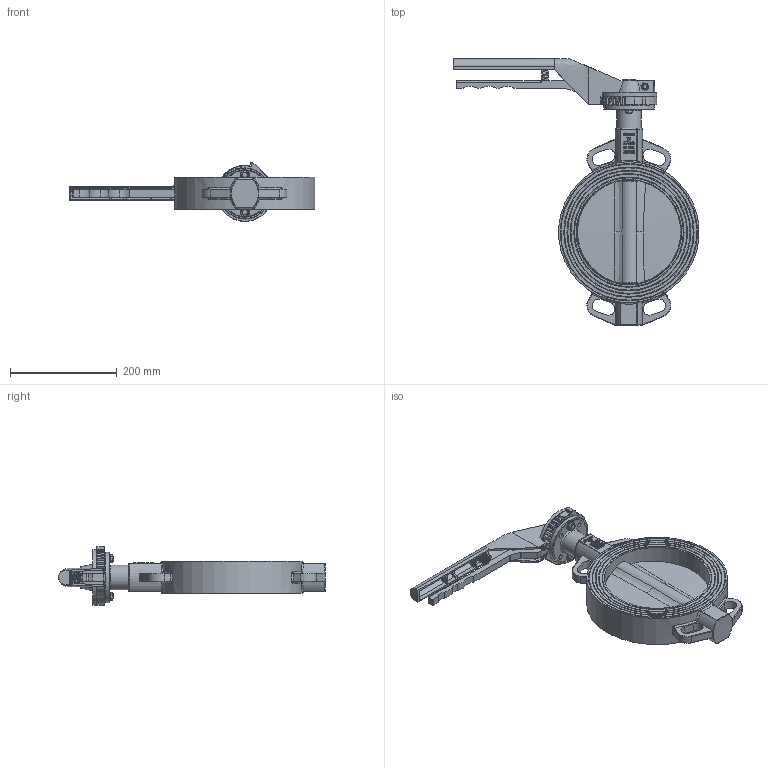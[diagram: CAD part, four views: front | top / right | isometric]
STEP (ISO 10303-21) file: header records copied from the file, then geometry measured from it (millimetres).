
FILE_DESCRIPTION(/* description */ ('1111200'),/* implementation_level */ '2;1');
FILE_NAME(/* name */ '1111200.stp',/* time_stamp */ '2019-05-03T11:33:05+02:00',/* author */ ('jmorand'),/* organization */ ('Sferaco'),/* preprocessor_version */ 'ST-DEVELOPER v17.2',/* originating_system */ 'Autodesk Inventor 2019',/* authorisation */ '');
FILE_SCHEMA (('AUTOMOTIVE_DESIGN { 1 0 10303 214 3 1 1 }'));
Products named in the file (1): VWM200_Shrinkwrap_1
Bounding box: 461.51 x 500 x 110.47 mm (x, y, z)
Volume: 2667508.6 mm3; surface area: 476058.3 mm2
Topology: 16 solids, 16 shells, 2303 faces, 5822 edges, 3606 vertices
Faces by surface type: plane 959, cylinder 624, bspline 295, torus 282, sphere 88, cone 55
Full cylindrical faces by diameter (mm): 5 x1, 5.7 x2, 6 x2, 7 x4, 8 x6, 8.5 x2, 9 x10, 12 x1, 13 x2, 13.8 x1, 18 x2, 18.8 x2, 21.3 x1, 21.75 x1, 22 x4, 23 x2, 23.1 x1, 23.2 x3, 25 x1, 32 x7, 34 x1, 46 x1, 55 x1, 56 x1, 86.3 x1, 88 x1, 95 x1, 197.9 x1
Entity records: 98212 total; most frequent: CARTESIAN_POINT 42027, ORIENTED_EDGE 11558, DIRECTION 10875, EDGE_CURVE 5779, AXIS2_PLACEMENT_3D 3999, VERTEX_POINT 3606, LINE 2877, VECTOR 2877
